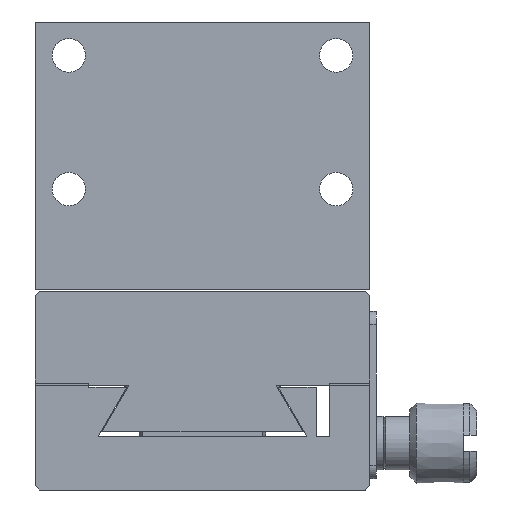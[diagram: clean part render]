
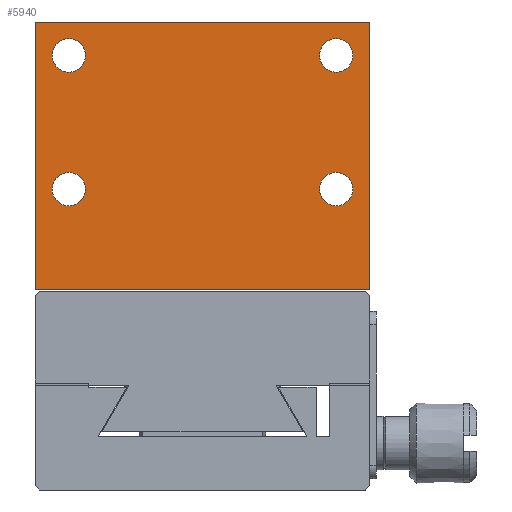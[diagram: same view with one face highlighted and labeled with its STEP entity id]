
A CAD part, front view. The second image highlights one B-rep face of the part: STEP entity #5940.
In plain terms, the highlighted planar face has unit normal (0, -1, 0).
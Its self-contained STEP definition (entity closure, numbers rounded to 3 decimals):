
#276 = ORIENTED_EDGE ( 'NONE', *, *, #4765, .F. ) ;
#315 = EDGE_LOOP ( 'NONE', ( #2465, #2512, #4980, #11516 ) ) ;
#319 = VERTEX_POINT ( 'NONE', #4180 ) ;
#323 = ORIENTED_EDGE ( 'NONE', *, *, #4866, .F. ) ;
#1019 = AXIS2_PLACEMENT_3D ( 'NONE', #7843, #2944, #6922 ) ;
#1221 = DIRECTION ( 'NONE',  ( 0., -1., 0. ) ) ;
#1292 = FACE_BOUND ( 'NONE', #9038, .T. ) ;
#1363 = CARTESIAN_POINT ( 'NONE',  ( -12.5, 0., 0. ) ) ;
#1435 = EDGE_LOOP ( 'NONE', ( #9476 ) ) ;
#2291 = EDGE_CURVE ( 'NONE', #10776, #3756, #5716, .T. ) ;
#2465 = ORIENTED_EDGE ( 'NONE', *, *, #2291, .T. ) ;
#2512 = ORIENTED_EDGE ( 'NONE', *, *, #9091, .F. ) ;
#2622 = CARTESIAN_POINT ( 'NONE',  ( 12.5, 0., 20. ) ) ;
#2822 = VECTOR ( 'NONE', #6423, 1000. ) ;
#2879 = VERTEX_POINT ( 'NONE', #6850 ) ;
#2944 = DIRECTION ( 'NONE',  ( 0., -1., 0. ) ) ;
#3002 = EDGE_CURVE ( 'NONE', #6984, #6984, #6534, .T. ) ;
#3393 = FACE_BOUND ( 'NONE', #10199, .T. ) ;
#3454 = CARTESIAN_POINT ( 'NONE',  ( 12.5, 0., 0. ) ) ;
#3491 = CARTESIAN_POINT ( 'NONE',  ( 10., 0., 17.5 ) ) ;
#3667 = CARTESIAN_POINT ( 'NONE',  ( -12.5, 0., 0. ) ) ;
#3756 = VERTEX_POINT ( 'NONE', #3454 ) ;
#4179 = FACE_OUTER_BOUND ( 'NONE', #315, .T. ) ;
#4180 = CARTESIAN_POINT ( 'NONE',  ( -10., 0., 16.25 ) ) ;
#4235 = ORIENTED_EDGE ( 'NONE', *, *, #3002, .F. ) ;
#4312 = VERTEX_POINT ( 'NONE', #4374 ) ;
#4361 = AXIS2_PLACEMENT_3D ( 'NONE', #5147, #12184, #6312 ) ;
#4374 = CARTESIAN_POINT ( 'NONE',  ( 10., 0., 6.25 ) ) ;
#4765 = EDGE_CURVE ( 'NONE', #319, #319, #12885, .T. ) ;
#4866 = EDGE_CURVE ( 'NONE', #4312, #4312, #10398, .T. ) ;
#4980 = ORIENTED_EDGE ( 'NONE', *, *, #12868, .F. ) ;
#5147 = CARTESIAN_POINT ( 'NONE',  ( 10., 0., 7.5 ) ) ;
#5339 = DIRECTION ( 'NONE',  ( 0., 0., -1. ) ) ;
#5697 = VECTOR ( 'NONE', #7142, 1000. ) ;
#5716 = LINE ( 'NONE', #6961, #8679 ) ;
#5864 = CARTESIAN_POINT ( 'NONE',  ( 10., 0., 16.25 ) ) ;
#5876 = EDGE_CURVE ( 'NONE', #8952, #10776, #10172, .T. ) ;
#5940 = ADVANCED_FACE ( 'NONE', ( #4179, #12376, #3393, #8152, #1292 ), #9125, .F. ) ;
#6249 = DIRECTION ( 'NONE',  ( 0., 0., 1. ) ) ;
#6312 = DIRECTION ( 'NONE',  ( 0., 0., -1. ) ) ;
#6315 = CARTESIAN_POINT ( 'NONE',  ( 12.5, 0., 20. ) ) ;
#6352 = CARTESIAN_POINT ( 'NONE',  ( 12.5, 0., 20. ) ) ;
#6423 = DIRECTION ( 'NONE',  ( 0., 0., -1. ) ) ;
#6534 = CIRCLE ( 'NONE', #8819, 1.25 ) ;
#6850 = CARTESIAN_POINT ( 'NONE',  ( -10., 0., 6.25 ) ) ;
#6922 = DIRECTION ( 'NONE',  ( 0., 0., -1. ) ) ;
#6961 = CARTESIAN_POINT ( 'NONE',  ( 12.5, 0., 0. ) ) ;
#6984 = VERTEX_POINT ( 'NONE', #5864 ) ;
#7142 = DIRECTION ( 'NONE',  ( 1., 0., 0. ) ) ;
#7244 = VERTEX_POINT ( 'NONE', #2622 ) ;
#7443 = DIRECTION ( 'NONE',  ( 0., 1., 0. ) ) ;
#7843 = CARTESIAN_POINT ( 'NONE',  ( -10., 0., 17.5 ) ) ;
#8152 = FACE_BOUND ( 'NONE', #1435, .T. ) ;
#8204 = DIRECTION ( 'NONE',  ( 0., 0., -1. ) ) ;
#8679 = VECTOR ( 'NONE', #10019, 1000. ) ;
#8766 = DIRECTION ( 'NONE',  ( 0., 0., -1. ) ) ;
#8819 = AXIS2_PLACEMENT_3D ( 'NONE', #3491, #12602, #8766 ) ;
#8867 = AXIS2_PLACEMENT_3D ( 'NONE', #10163, #1221, #8204 ) ;
#8952 = VERTEX_POINT ( 'NONE', #12813 ) ;
#9038 = EDGE_LOOP ( 'NONE', ( #4235 ) ) ;
#9091 = EDGE_CURVE ( 'NONE', #7244, #3756, #12215, .T. ) ;
#9125 = PLANE ( 'NONE',  #9831 ) ;
#9198 = VECTOR ( 'NONE', #5339, 1000. ) ;
#9476 = ORIENTED_EDGE ( 'NONE', *, *, #10983, .F. ) ;
#9707 = CIRCLE ( 'NONE', #8867, 1.25 ) ;
#9831 = AXIS2_PLACEMENT_3D ( 'NONE', #6315, #7443, #6249 ) ;
#10019 = DIRECTION ( 'NONE',  ( 1., 0., 0. ) ) ;
#10163 = CARTESIAN_POINT ( 'NONE',  ( -10., 0., 7.5 ) ) ;
#10172 = LINE ( 'NONE', #1363, #9198 ) ;
#10199 = EDGE_LOOP ( 'NONE', ( #323 ) ) ;
#10398 = CIRCLE ( 'NONE', #4361, 1.25 ) ;
#10776 = VERTEX_POINT ( 'NONE', #3667 ) ;
#10983 = EDGE_CURVE ( 'NONE', #2879, #2879, #9707, .T. ) ;
#11119 = LINE ( 'NONE', #6352, #5697 ) ;
#11516 = ORIENTED_EDGE ( 'NONE', *, *, #5876, .T. ) ;
#12144 = CARTESIAN_POINT ( 'NONE',  ( 12.5, 0., 0. ) ) ;
#12184 = DIRECTION ( 'NONE',  ( 0., -1., 0. ) ) ;
#12215 = LINE ( 'NONE', #12144, #2822 ) ;
#12376 = FACE_BOUND ( 'NONE', #12897, .T. ) ;
#12602 = DIRECTION ( 'NONE',  ( 0., -1., 0. ) ) ;
#12813 = CARTESIAN_POINT ( 'NONE',  ( -12.5, 0., 20. ) ) ;
#12868 = EDGE_CURVE ( 'NONE', #8952, #7244, #11119, .T. ) ;
#12885 = CIRCLE ( 'NONE', #1019, 1.25 ) ;
#12897 = EDGE_LOOP ( 'NONE', ( #276 ) ) ;
